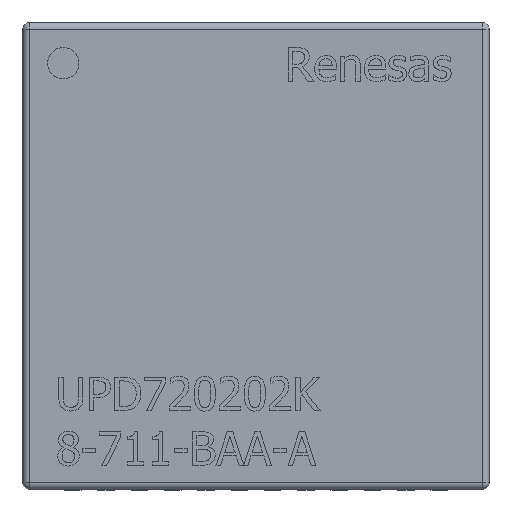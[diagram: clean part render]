
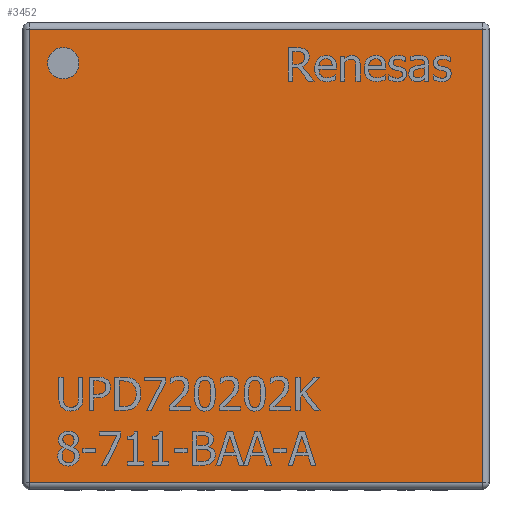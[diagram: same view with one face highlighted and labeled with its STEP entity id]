
A CAD part, top view. The second image highlights one B-rep face of the part: STEP entity #3452.
In plain terms, the highlighted planar face has unit normal (0, 0, 1).
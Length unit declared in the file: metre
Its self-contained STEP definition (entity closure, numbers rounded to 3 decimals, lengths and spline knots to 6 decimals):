
#3452 = ADVANCED_FACE( '', ( #9394 ), #9395, .T. );
#5166 = EDGE_CURVE( '', #12084, #11793, #12087, .T. );
#6598 = EDGE_CURVE( '', #9918, #12084, #13966, .T. );
#7752 = EDGE_CURVE( '', #11793, #9872, #15359, .T. );
#8086 = EDGE_CURVE( '', #9872, #9918, #15742, .T. );
#9394 = FACE_OUTER_BOUND( '', #17479, .T. );
#9395 = PLANE( '', #17480 );
#9872 = VERTEX_POINT( '', #18197 );
#9918 = VERTEX_POINT( '', #18264 );
#11793 = VERTEX_POINT( '', #21181 );
#12084 = VERTEX_POINT( '', #21644 );
#12087 = LINE( '', #21648, #21649 );
#13966 = LINE( '', #24766, #24767 );
#15359 = LINE( '', #27132, #27133 );
#15742 = LINE( '', #27819, #27820 );
#17479 = EDGE_LOOP( '', ( #29163, #29164, #29165, #29166 ) );
#17480 = AXIS2_PLACEMENT_3D( '', #29167, #29168, #29169 );
#18197 = CARTESIAN_POINT( '', ( 0.0034, -0.0034, 0.0009 ) );
#18264 = CARTESIAN_POINT( '', ( -0.0034, -0.0034, 0.0009 ) );
#21181 = CARTESIAN_POINT( '', ( 0.0034, 0.0034, 0.0009 ) );
#21644 = CARTESIAN_POINT( '', ( -0.0034, 0.0034, 0.0009 ) );
#21648 = CARTESIAN_POINT( '', ( 0.00175, 0.0034, 0.0009 ) );
#21649 = VECTOR( '', #32201, 1. );
#24766 = CARTESIAN_POINT( '', ( -0.0034, 0.00175, 0.0009 ) );
#24767 = VECTOR( '', #34847, 1. );
#27132 = CARTESIAN_POINT( '', ( 0.0034, -0.00175, 0.0009 ) );
#27133 = VECTOR( '', #37087, 1. );
#27819 = CARTESIAN_POINT( '', ( -0.00175, -0.0034, 0.0009 ) );
#27820 = VECTOR( '', #37668, 1. );
#29163 = ORIENTED_EDGE( '', *, *, #6598, .F. );
#29164 = ORIENTED_EDGE( '', *, *, #8086, .F. );
#29165 = ORIENTED_EDGE( '', *, *, #7752, .F. );
#29166 = ORIENTED_EDGE( '', *, *, #5166, .F. );
#29167 = CARTESIAN_POINT( '', ( 0., 0., 0.0009 ) );
#29168 = DIRECTION( '', ( 0., 0., 1. ) );
#29169 = DIRECTION( '', ( 1., 0., 0. ) );
#32201 = DIRECTION( '', ( 1., 0., 0. ) );
#34847 = DIRECTION( '', ( 0., 1., 0. ) );
#37087 = DIRECTION( '', ( 0., -1., 0. ) );
#37668 = DIRECTION( '', ( -1., 0., 0. ) );
